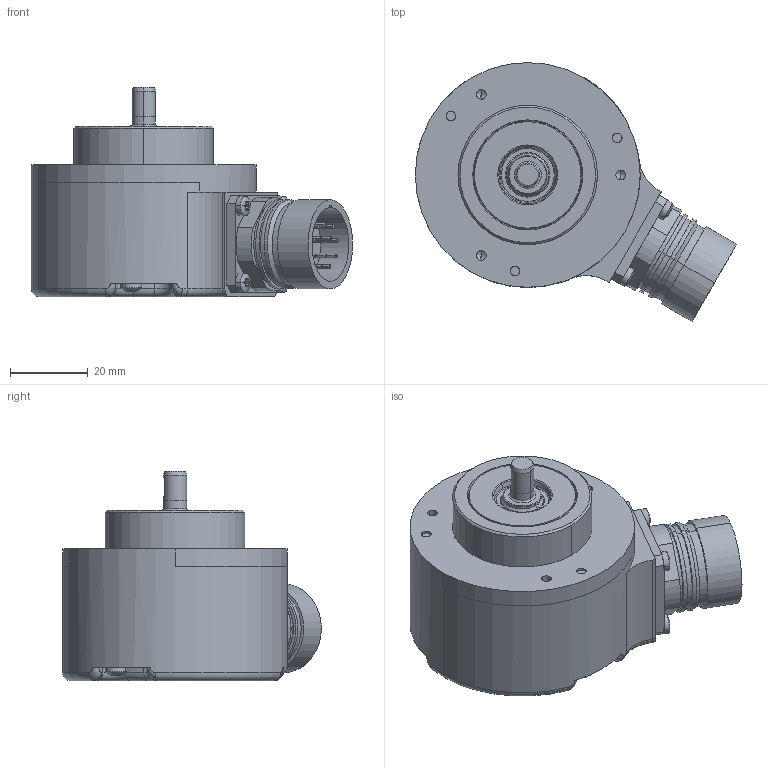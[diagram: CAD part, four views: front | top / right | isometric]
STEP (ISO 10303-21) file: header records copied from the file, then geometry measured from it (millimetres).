
FILE_DESCRIPTION((''),'2;1');
FILE_NAME('507671','2010-11-10T',('se2802'),(''),'PRO/ENGINEER BY PARAMETRIC TECHNOLOGY CORPORATION, 2010180','PRO/ENGINEER BY PARAMETRIC TECHNOLOGY CORPORATION, 2010180','');
FILE_SCHEMA(('CONFIG_CONTROL_DESIGN'));
Products named in the file (1): 507671
Bounding box: 82.9 x 66.76 x 54 mm (x, y, z)
Volume: 62490.9 mm3; surface area: 39962.3 mm2
Topology: 1 solids, 3 shells, 1535 faces, 4196 edges, 2722 vertices
Faces by surface type: cylinder 555, plane 485, extrusion 324, torus 77, cone 68, sphere 20, bspline 6
Entity records: 54740 total; most frequent: CARTESIAN_POINT 16148, ORIENTED_EDGE 8376, DIRECTION 7537, EDGE_CURVE 4188, AXIS2_PLACEMENT_3D 2768, VERTEX_POINT 2722, VECTOR 2001, EDGE_LOOP 1684
